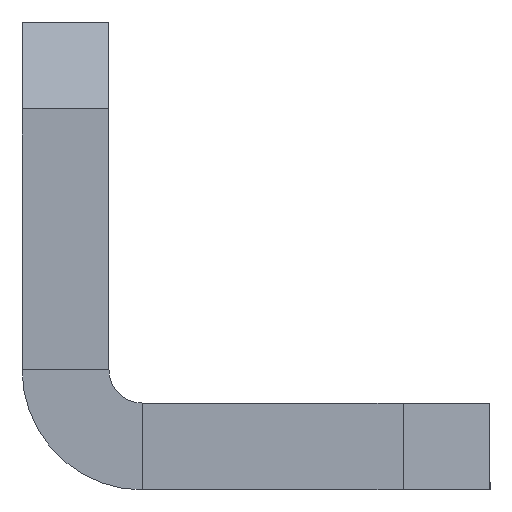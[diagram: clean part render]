
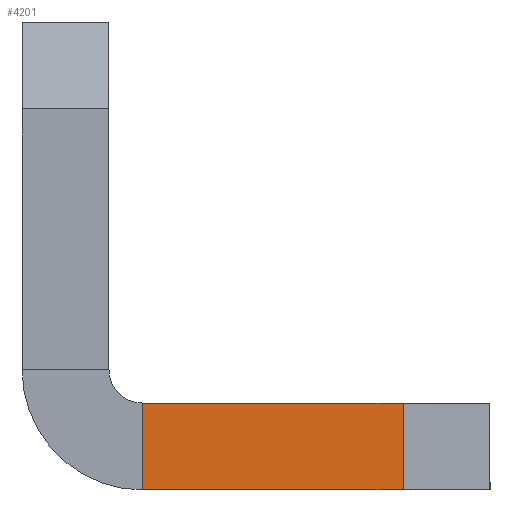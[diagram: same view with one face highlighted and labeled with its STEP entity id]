
A CAD part, left-side view. The second image highlights one B-rep face of the part: STEP entity #4201.
In plain terms, the highlighted planar face has unit normal (-1, 0, 0).
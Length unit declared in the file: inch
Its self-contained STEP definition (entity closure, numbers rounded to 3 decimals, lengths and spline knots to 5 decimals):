
#192 = EDGE_CURVE ( 'NONE', #2524, #4626, #861, .T. ) ;
#614 = DIRECTION ( 'NONE',  ( 0., 0., -1. ) ) ;
#628 = DIRECTION ( 'NONE',  ( 1., 0., 0. ) ) ;
#629 = CARTESIAN_POINT ( 'NONE',  ( -14.25, 0.25, 0.125 ) ) ;
#823 = CARTESIAN_POINT ( 'NONE',  ( -14.25, 0.25, 0.125 ) ) ;
#847 = VECTOR ( 'NONE', #4366, 39.37008 ) ;
#861 = LINE ( 'NONE', #4407, #847 ) ;
#931 = LINE ( 'NONE', #823, #1018 ) ;
#1018 = VECTOR ( 'NONE', #4313, 39.37008 ) ;
#1214 = CARTESIAN_POINT ( 'NONE',  ( -14.25, -0.125, 0.125 ) ) ;
#1529 = FACE_OUTER_BOUND ( 'NONE', #2354, .T. ) ;
#1674 = AXIS2_PLACEMENT_3D ( 'NONE', #629, #628, #614 ) ;
#2085 = EDGE_CURVE ( 'NONE', #3694, #4447, #2367, .T. ) ;
#2172 = CARTESIAN_POINT ( 'NONE',  ( -14.25, 0.25, 0.125 ) ) ;
#2300 = VECTOR ( 'NONE', #3261, 39.37008 ) ;
#2354 = EDGE_LOOP ( 'NONE', ( #4299, #4348, #4375, #4378 ) ) ;
#2367 = LINE ( 'NONE', #4241, #2300 ) ;
#2524 = VERTEX_POINT ( 'NONE', #2172 ) ;
#2740 = EDGE_CURVE ( 'NONE', #2524, #4447, #931, .T. ) ;
#3261 = DIRECTION ( 'NONE',  ( 0., 0., 1. ) ) ;
#3579 = EDGE_CURVE ( 'NONE', #4626, #3694, #3965, .T. ) ;
#3694 = VERTEX_POINT ( 'NONE', #4224 ) ;
#3725 = DIRECTION ( 'NONE',  ( 0., -1., 0. ) ) ;
#3898 = CARTESIAN_POINT ( 'NONE',  ( -14.25, 0.25, 0. ) ) ;
#3965 = LINE ( 'NONE', #3898, #3997 ) ;
#3997 = VECTOR ( 'NONE', #3725, 39.37008 ) ;
#4201 = ADVANCED_FACE ( 'NONE', ( #1529 ), #4425, .F. ) ;
#4224 = CARTESIAN_POINT ( 'NONE',  ( -14.25, -0.125, 0. ) ) ;
#4241 = CARTESIAN_POINT ( 'NONE',  ( -14.25, -0.125, 0.125 ) ) ;
#4299 = ORIENTED_EDGE ( 'NONE', *, *, #3579, .T. ) ;
#4313 = DIRECTION ( 'NONE',  ( 0., -1., 0. ) ) ;
#4348 = ORIENTED_EDGE ( 'NONE', *, *, #2085, .T. ) ;
#4366 = DIRECTION ( 'NONE',  ( 0., 0., -1. ) ) ;
#4375 = ORIENTED_EDGE ( 'NONE', *, *, #2740, .F. ) ;
#4378 = ORIENTED_EDGE ( 'NONE', *, *, #192, .T. ) ;
#4407 = CARTESIAN_POINT ( 'NONE',  ( -14.25, 0.25, 0.125 ) ) ;
#4425 = PLANE ( 'NONE',  #1674 ) ;
#4447 = VERTEX_POINT ( 'NONE', #1214 ) ;
#4626 = VERTEX_POINT ( 'NONE', #4727 ) ;
#4727 = CARTESIAN_POINT ( 'NONE',  ( -14.25, 0.25, 0. ) ) ;
